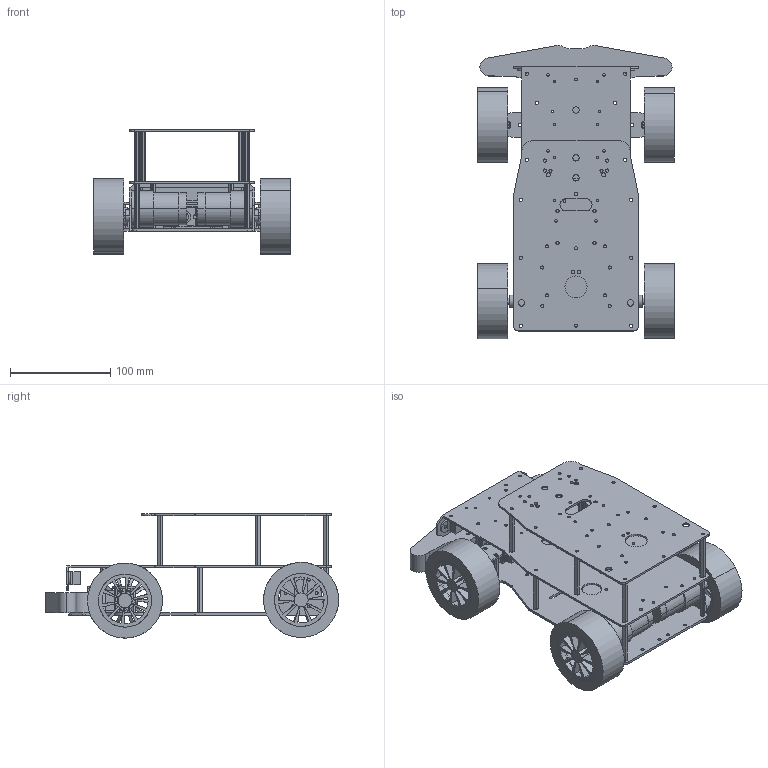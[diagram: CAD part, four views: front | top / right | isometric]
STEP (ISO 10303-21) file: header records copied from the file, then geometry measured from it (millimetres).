
FILE_DESCRIPTION (( 'STEP AP214' ), '1' );
FILE_NAME ('R20-AKM菁攫蚾饜极V1.STEP', '2023-04-11T12:41:29', ( '' ), ( '' ), 'SwSTEP 2.0', 'SolidWorks 2022', '' );
FILE_SCHEMA (( 'AUTOMOTIVE_DESIGN' ));
Length unit declared in the file: millimetre
Products named in the file (23): 75胶轮; 轮胎; A-AKM底盘底部B版本V1.0.0; 轮毂; R20-AKM底盘装配体V1; 六角螺丝套; 六角联轴器; M3x45铜柱镀锌双通; 减震胶套; M3x50铜柱镀锌双通; 舵机; B-AKM中层板V1.0.0; RGB彩灯固定件V1.0; 37电机; 铝套; C-AKM上层板V1.1.0; 转向杯102011; M3x26铜柱双通; 电机联轴器装配体; 前保护海绵V1.3.0; 舵机支架; A-AKM底盘底部B版本转向盖板V1.0.0
Assembly tree (49 placements, depth 3):
  R20-AKM底盘装配体V1
    A-AKM底盘底部B版本V1.0.0
    A-AKM底盘底部B版本转向盖板V1.0.0
    转向杯102011  x2
    前保护海绵V1.3.0
    75胶轮  x4
      轮毂
      轮胎
    电机联轴器装配体  x2
      37电机
      六角联轴器
    六角螺丝套  x2
    B-AKM中层板V1.0.0
    舵机支架
    舵机
      舵机
      减震胶套  x4
      铝套  x4
    M3x26铜柱双通  x6
    M3x45铜柱镀锌双通  x6
    M3x50铜柱镀锌双通  x6
    RGB彩灯固定件V1.0
    C-AKM上层板V1.1.0
Bounding box: 196.4 x 293.07 x 124.12 mm (x, y, z)
Volume: 808313.9 mm3; surface area: 408296.8 mm2
Topology: 53 solids, 53 shells, 1380 faces, 3684 edges, 2418 vertices
Faces by surface type: cylinder 765, plane 575, bspline 30, torus 8, cone 2
Entity records: 32843 total; most frequent: CARTESIAN_POINT 5518, DIRECTION 5451, ORIENTED_EDGE 4874, EDGE_CURVE 2437, AXIS2_PLACEMENT_3D 2122, VERTEX_POINT 1611, EDGE_LOOP 1326, VECTOR 1207
